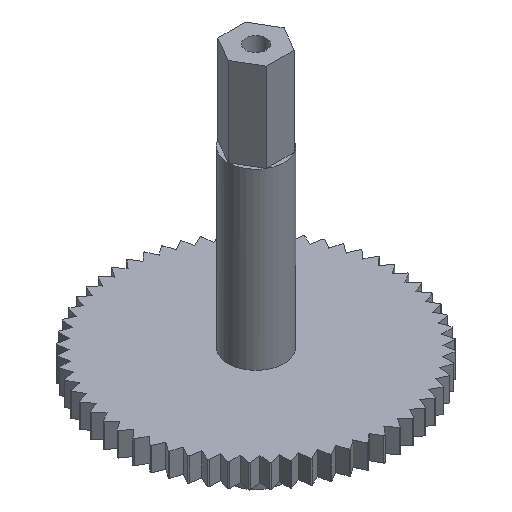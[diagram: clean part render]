
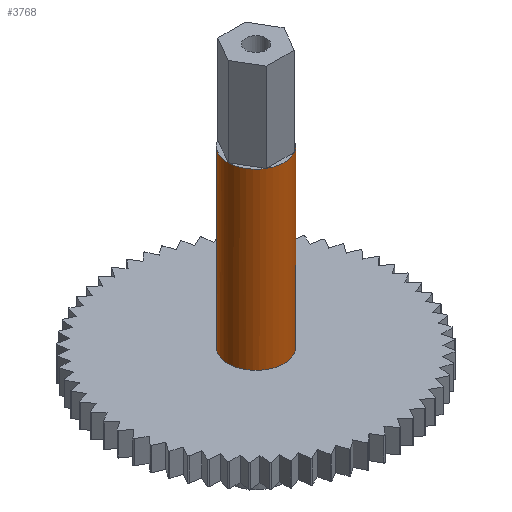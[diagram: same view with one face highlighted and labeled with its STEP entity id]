
A CAD part, isometric view. The second image highlights one B-rep face of the part: STEP entity #3768.
In plain terms, the highlighted cylindrical face has radius 1.9 mm (diameter 3.8 mm), a full revolution.
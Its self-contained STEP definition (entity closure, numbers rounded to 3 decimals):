
#17=CYLINDRICAL_SURFACE('',#4116,1.9);
#103=FACE_OUTER_BOUND('',#309,.T.);
#309=EDGE_LOOP('',(#2879,#2880,#2881,#2882,#2883,#2884,#2885,#2886,#2887));
#616=CIRCLE('',#4095,1.9);
#618=CIRCLE('',#4105,1.9);
#619=CIRCLE('',#4107,1.9);
#620=CIRCLE('',#4109,1.9);
#621=CIRCLE('',#4111,1.9);
#622=CIRCLE('',#4113,1.9);
#623=CIRCLE('',#4115,1.9);
#884=LINE('',#6203,#1326);
#1326=VECTOR('',#4866,1.9);
#1873=VERTEX_POINT('',#6149);
#1874=VERTEX_POINT('',#6152);
#1875=VERTEX_POINT('',#6153);
#1878=VERTEX_POINT('',#6161);
#1880=VERTEX_POINT('',#6167);
#1882=VERTEX_POINT('',#6173);
#1884=VERTEX_POINT('',#6179);
#2254=EDGE_CURVE('',#1873,#1873,#616,.T.);
#2274=EDGE_CURVE('',#1875,#1874,#618,.T.);
#2275=EDGE_CURVE('',#1878,#1875,#619,.T.);
#2276=EDGE_CURVE('',#1880,#1878,#620,.T.);
#2277=EDGE_CURVE('',#1882,#1880,#621,.T.);
#2278=EDGE_CURVE('',#1884,#1882,#622,.T.);
#2279=EDGE_CURVE('',#1874,#1884,#623,.T.);
#2280=EDGE_CURVE('',#1882,#1873,#884,.T.);
#2879=ORIENTED_EDGE('',*,*,#2277,.F.);
#2880=ORIENTED_EDGE('',*,*,#2280,.T.);
#2881=ORIENTED_EDGE('',*,*,#2254,.F.);
#2882=ORIENTED_EDGE('',*,*,#2280,.F.);
#2883=ORIENTED_EDGE('',*,*,#2278,.F.);
#2884=ORIENTED_EDGE('',*,*,#2279,.F.);
#2885=ORIENTED_EDGE('',*,*,#2274,.F.);
#2886=ORIENTED_EDGE('',*,*,#2275,.F.);
#2887=ORIENTED_EDGE('',*,*,#2276,.F.);
#3768=ADVANCED_FACE('',(#103),#17,.T.);
#4095=AXIS2_PLACEMENT_3D('',#6150,#4804,#4805);
#4105=AXIS2_PLACEMENT_3D('',#6191,#4842,#4843);
#4107=AXIS2_PLACEMENT_3D('',#6193,#4846,#4847);
#4109=AXIS2_PLACEMENT_3D('',#6195,#4850,#4851);
#4111=AXIS2_PLACEMENT_3D('',#6197,#4854,#4855);
#4113=AXIS2_PLACEMENT_3D('',#6199,#4858,#4859);
#4115=AXIS2_PLACEMENT_3D('',#6201,#4862,#4863);
#4116=AXIS2_PLACEMENT_3D('',#6202,#4864,#4865);
#4804=DIRECTION('center_axis',(0.,0.,-1.));
#4805=DIRECTION('ref_axis',(-1.,0.,0.));
#4842=DIRECTION('center_axis',(0.,0.,1.));
#4843=DIRECTION('ref_axis',(-1.,0.,0.));
#4846=DIRECTION('center_axis',(0.,0.,1.));
#4847=DIRECTION('ref_axis',(-1.,0.,0.));
#4850=DIRECTION('center_axis',(0.,0.,1.));
#4851=DIRECTION('ref_axis',(-1.,0.,0.));
#4854=DIRECTION('center_axis',(0.,0.,1.));
#4855=DIRECTION('ref_axis',(-1.,0.,0.));
#4858=DIRECTION('center_axis',(0.,0.,1.));
#4859=DIRECTION('ref_axis',(-1.,0.,0.));
#4862=DIRECTION('center_axis',(0.,0.,1.));
#4863=DIRECTION('ref_axis',(-1.,0.,0.));
#4864=DIRECTION('center_axis',(0.,0.,1.));
#4865=DIRECTION('ref_axis',(-1.,0.,0.));
#4866=DIRECTION('',(0.,0.,-1.));
#6149=CARTESIAN_POINT('',(1.9,0.,7.));
#6150=CARTESIAN_POINT('Origin',(0.,0.,7.));
#6152=CARTESIAN_POINT('',(-0.942,-1.65,18.8));
#6153=CARTESIAN_POINT('',(-1.9,-0.028,18.8));
#6161=CARTESIAN_POINT('',(-0.942,1.65,18.8));
#6167=CARTESIAN_POINT('',(0.942,1.65,18.8));
#6173=CARTESIAN_POINT('',(1.9,0.,18.8));
#6179=CARTESIAN_POINT('',(0.942,-1.65,18.8));
#6191=CARTESIAN_POINT('Origin',(0.,0.,18.8));
#6193=CARTESIAN_POINT('Origin',(0.,0.,18.8));
#6195=CARTESIAN_POINT('Origin',(0.,0.,18.8));
#6197=CARTESIAN_POINT('Origin',(0.,0.,18.8));
#6199=CARTESIAN_POINT('Origin',(0.,0.,18.8));
#6201=CARTESIAN_POINT('Origin',(0.,0.,18.8));
#6202=CARTESIAN_POINT('Origin',(0.,0.,7.));
#6203=CARTESIAN_POINT('',(1.9,0.,7.));
